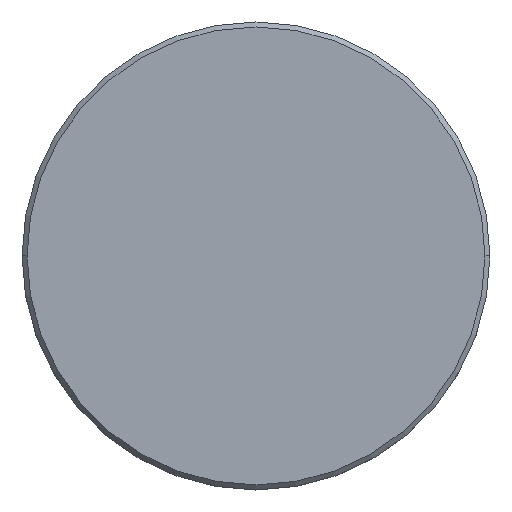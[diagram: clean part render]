
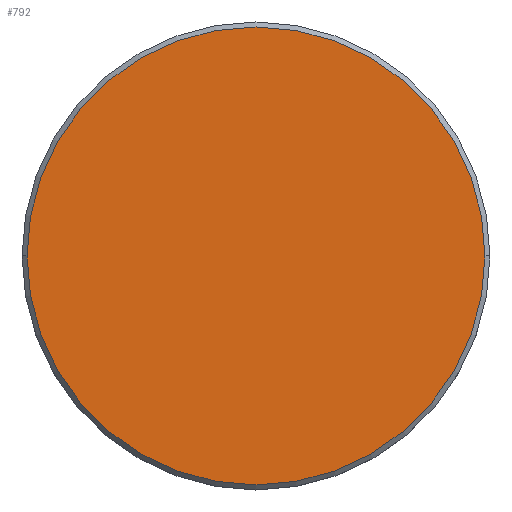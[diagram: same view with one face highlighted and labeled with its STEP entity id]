
A CAD part, top view. The second image highlights one B-rep face of the part: STEP entity #792.
In plain terms, the highlighted planar face has unit normal (0, 0, 1).
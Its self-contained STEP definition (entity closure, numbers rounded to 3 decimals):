
#51 = PLANE ( 'NONE',  #1171 ) ;
#87 = ORIENTED_EDGE ( 'NONE', *, *, #668, .T. ) ;
#96 = CIRCLE ( 'NONE', #330, 23. ) ;
#119 = VERTEX_POINT ( 'NONE', #242 ) ;
#140 = DIRECTION ( 'NONE',  ( 1., 0., 0. ) ) ;
#203 = VERTEX_POINT ( 'NONE', #449 ) ;
#210 = DIRECTION ( 'NONE',  ( 0., 0., 1. ) ) ;
#211 = ORIENTED_EDGE ( 'NONE', *, *, #1160, .T. ) ;
#242 = CARTESIAN_POINT ( 'NONE',  ( 23., 0., 0. ) ) ;
#300 = CARTESIAN_POINT ( 'NONE',  ( 0., 0., 0. ) ) ;
#330 = AXIS2_PLACEMENT_3D ( 'NONE', #1138, #644, #140 ) ;
#396 = FACE_OUTER_BOUND ( 'NONE', #557, .T. ) ;
#449 = CARTESIAN_POINT ( 'NONE',  ( -23., 0., 0. ) ) ;
#494 = CIRCLE ( 'NONE', #1027, 23. ) ;
#557 = EDGE_LOOP ( 'NONE', ( #87, #211 ) ) ;
#644 = DIRECTION ( 'NONE',  ( 0., 0., 1. ) ) ;
#668 = EDGE_CURVE ( 'NONE', #203, #119, #96, .T. ) ;
#677 = DIRECTION ( 'NONE',  ( 1., 0., 0. ) ) ;
#770 = DIRECTION ( 'NONE',  ( 1., 0., 0. ) ) ;
#792 = ADVANCED_FACE ( 'NONE', ( #396 ), #51, .T. ) ;
#976 = CARTESIAN_POINT ( 'NONE',  ( 0., 0., 0. ) ) ;
#1027 = AXIS2_PLACEMENT_3D ( 'NONE', #300, #210, #677 ) ;
#1050 = DIRECTION ( 'NONE',  ( 0., 0., 1. ) ) ;
#1138 = CARTESIAN_POINT ( 'NONE',  ( 0., 0., 0. ) ) ;
#1160 = EDGE_CURVE ( 'NONE', #119, #203, #494, .T. ) ;
#1171 = AXIS2_PLACEMENT_3D ( 'NONE', #976, #1050, #770 ) ;
